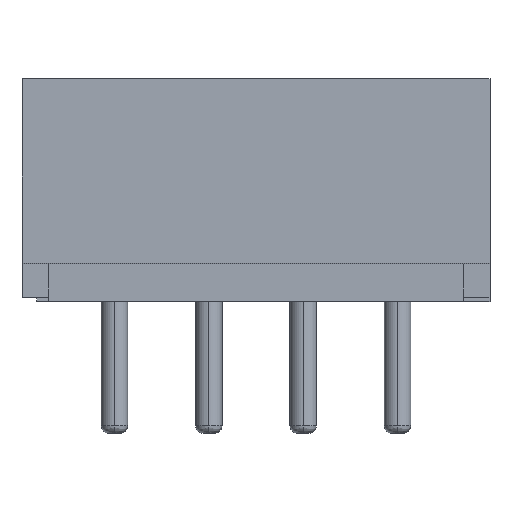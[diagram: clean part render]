
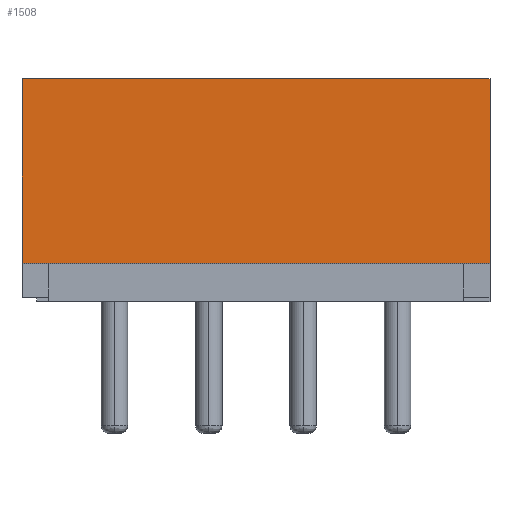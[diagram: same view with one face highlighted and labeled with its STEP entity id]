
A CAD part, top view. The second image highlights one B-rep face of the part: STEP entity #1508.
In plain terms, the highlighted planar face has unit normal (0, 0, 1).
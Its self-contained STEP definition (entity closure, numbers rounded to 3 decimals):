
#61=DIRECTION('',(0.,1.,0.));
#62=VECTOR('',#61,4.9);
#63=CARTESIAN_POINT('',(6.2,-1.95,2.47));
#64=LINE('',#63,#62);
#109=DIRECTION('',(1.,0.,0.));
#110=VECTOR('',#109,12.4);
#111=CARTESIAN_POINT('',(-6.2,2.95,2.47));
#112=LINE('',#111,#110);
#205=DIRECTION('',(0.,1.,0.));
#206=VECTOR('',#205,4.9);
#207=CARTESIAN_POINT('',(-6.2,-1.95,2.47));
#208=LINE('',#207,#206);
#213=DIRECTION('',(1.,0.,0.));
#214=VECTOR('',#213,12.4);
#215=CARTESIAN_POINT('',(-6.2,-1.95,2.47));
#216=LINE('',#215,#214);
#977=CARTESIAN_POINT('',(-6.2,2.95,2.47));
#978=CARTESIAN_POINT('',(6.2,2.95,2.47));
#979=VERTEX_POINT('',#977);
#980=VERTEX_POINT('',#978);
#1015=CARTESIAN_POINT('',(6.2,-1.95,2.47));
#1016=VERTEX_POINT('',#1015);
#1049=CARTESIAN_POINT('',(-6.2,-1.95,2.47));
#1050=VERTEX_POINT('',#1049);
#1496=CARTESIAN_POINT('',(-6.2,-2.95,2.47));
#1497=DIRECTION('',(0.,0.,1.));
#1498=DIRECTION('',(1.,0.,0.));
#1499=AXIS2_PLACEMENT_3D('',#1496,#1497,#1498);
#1500=PLANE('',#1499);
#1502=ORIENTED_EDGE('',*,*,#1501,.F.);
#1503=ORIENTED_EDGE('',*,*,#1467,.T.);
#1504=ORIENTED_EDGE('',*,*,#1407,.T.);
#1505=ORIENTED_EDGE('',*,*,#1347,.F.);
#1506=EDGE_LOOP('',(#1502,#1503,#1504,#1505));
#1507=FACE_OUTER_BOUND('',#1506,.F.);
#1508=ADVANCED_FACE('',(#1507),#1500,.T.);
#1347=EDGE_CURVE('',#1016,#980,#64,.T.);
#1407=EDGE_CURVE('',#979,#980,#112,.T.);
#1467=EDGE_CURVE('',#1050,#979,#208,.T.);
#1501=EDGE_CURVE('',#1050,#1016,#216,.T.);
